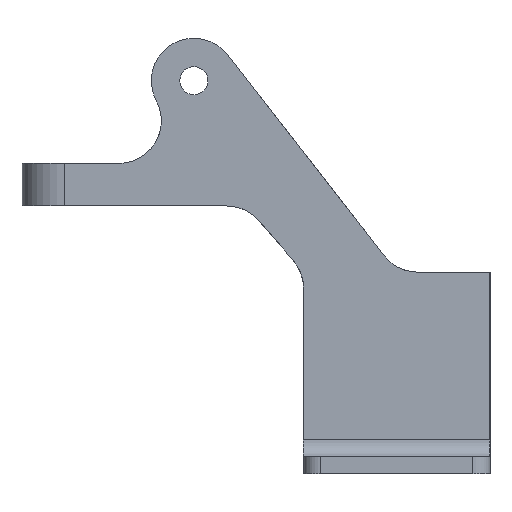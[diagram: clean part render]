
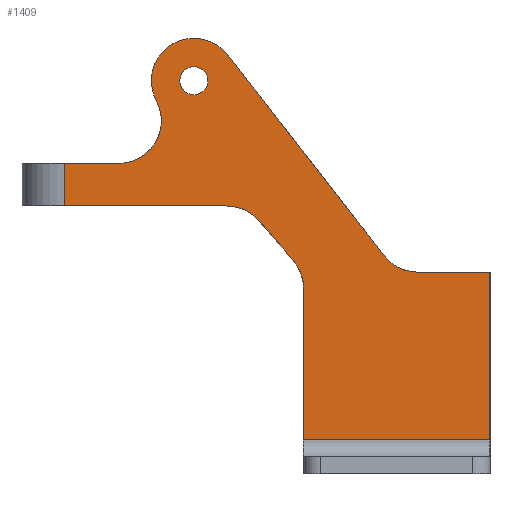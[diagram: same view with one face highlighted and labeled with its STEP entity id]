
A CAD part, front view. The second image highlights one B-rep face of the part: STEP entity #1409.
In plain terms, the highlighted planar face has unit normal (0, -1, 0).
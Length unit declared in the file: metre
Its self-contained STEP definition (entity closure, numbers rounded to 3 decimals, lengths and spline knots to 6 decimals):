
#82=CIRCLE('',#1517,0.005);
#83=CIRCLE('',#1518,0.005);
#84=CIRCLE('',#1519,0.005);
#85=CIRCLE('',#1520,0.005);
#86=CIRCLE('',#1521,0.005);
#87=CIRCLE('',#1522,0.00165);
#203=ORIENTED_EDGE('',*,*,#615,.F.);
#204=ORIENTED_EDGE('',*,*,#616,.T.);
#205=ORIENTED_EDGE('',*,*,#617,.F.);
#206=ORIENTED_EDGE('',*,*,#618,.T.);
#207=ORIENTED_EDGE('',*,*,#562,.T.);
#208=ORIENTED_EDGE('',*,*,#619,.T.);
#209=ORIENTED_EDGE('',*,*,#620,.T.);
#210=ORIENTED_EDGE('',*,*,#621,.T.);
#211=ORIENTED_EDGE('',*,*,#622,.F.);
#212=ORIENTED_EDGE('',*,*,#594,.F.);
#213=ORIENTED_EDGE('',*,*,#623,.T.);
#214=ORIENTED_EDGE('',*,*,#624,.F.);
#215=ORIENTED_EDGE('',*,*,#625,.F.);
#216=ORIENTED_EDGE('',*,*,#626,.T.);
#217=ORIENTED_EDGE('',*,*,#627,.T.);
#562=EDGE_CURVE('',#770,#771,#916,.T.);
#594=EDGE_CURVE('',#800,#801,#936,.T.);
#615=EDGE_CURVE('',#819,#820,#949,.T.);
#616=EDGE_CURVE('',#819,#821,#950,.F.);
#617=EDGE_CURVE('',#822,#821,#951,.T.);
#618=EDGE_CURVE('',#822,#770,#82,.T.);
#619=EDGE_CURVE('',#771,#823,#83,.T.);
#620=EDGE_CURVE('',#823,#824,#952,.T.);
#621=EDGE_CURVE('',#824,#825,#953,.F.);
#622=EDGE_CURVE('',#801,#825,#954,.T.);
#623=EDGE_CURVE('',#800,#826,#84,.T.);
#624=EDGE_CURVE('',#827,#826,#955,.T.);
#625=EDGE_CURVE('',#828,#827,#85,.T.);
#626=EDGE_CURVE('',#828,#820,#86,.T.);
#627=EDGE_CURVE('',#829,#829,#87,.T.);
#770=VERTEX_POINT('',#2071);
#771=VERTEX_POINT('',#2072);
#800=VERTEX_POINT('',#2138);
#801=VERTEX_POINT('',#2140);
#819=VERTEX_POINT('',#2181);
#820=VERTEX_POINT('',#2182);
#821=VERTEX_POINT('',#2184);
#822=VERTEX_POINT('',#2186);
#823=VERTEX_POINT('',#2189);
#824=VERTEX_POINT('',#2191);
#825=VERTEX_POINT('',#2193);
#826=VERTEX_POINT('',#2196);
#827=VERTEX_POINT('',#2198);
#828=VERTEX_POINT('',#2200);
#829=VERTEX_POINT('',#2203);
#916=LINE('',#2070,#1036);
#936=LINE('',#2139,#1056);
#949=LINE('',#2180,#1069);
#950=LINE('',#2183,#1070);
#951=LINE('',#2185,#1071);
#952=LINE('',#2190,#1072);
#953=LINE('',#2192,#1073);
#954=LINE('',#2194,#1074);
#955=LINE('',#2197,#1075);
#1036=VECTOR('',#1647,1.);
#1056=VECTOR('',#1703,1.);
#1069=VECTOR('',#1736,1.);
#1070=VECTOR('',#1737,1.);
#1071=VECTOR('',#1738,1.);
#1072=VECTOR('',#1743,1.);
#1073=VECTOR('',#1744,1.);
#1074=VECTOR('',#1745,1.);
#1075=VECTOR('',#1748,1.);
#1166=EDGE_LOOP('',(#203,#204,#205,#206,#207,#208,#209,#210,#211,#212,#213,
#214,#215,#216));
#1167=EDGE_LOOP('',(#217));
#1274=FACE_BOUND('',#1166,.T.);
#1275=FACE_BOUND('',#1167,.T.);
#1377=PLANE('',#1516);
#1409=ADVANCED_FACE('',(#1274,#1275),#1377,.F.);
#1516=AXIS2_PLACEMENT_3D('',#2179,#1734,#1735);
#1517=AXIS2_PLACEMENT_3D('',#2187,#1739,#1740);
#1518=AXIS2_PLACEMENT_3D('',#2188,#1741,#1742);
#1519=AXIS2_PLACEMENT_3D('',#2195,#1746,#1747);
#1520=AXIS2_PLACEMENT_3D('',#2199,#1749,#1750);
#1521=AXIS2_PLACEMENT_3D('',#2201,#1751,#1752);
#1522=AXIS2_PLACEMENT_3D('',#2202,#1753,#1754);
#1647=DIRECTION('',(0.655,0.,-0.756));
#1703=DIRECTION('',(1.,0.,0.));
#1734=DIRECTION('',(0.,1.,0.));
#1735=DIRECTION('',(0.,0.,1.));
#1736=DIRECTION('',(1.,0.,0.));
#1737=DIRECTION('',(0.,0.,1.));
#1738=DIRECTION('',(-1.,0.,0.));
#1739=DIRECTION('',(0.,1.,0.));
#1740=DIRECTION('',(0.,0.,1.));
#1741=DIRECTION('',(0.,1.,0.));
#1742=DIRECTION('',(0.,0.,1.));
#1743=DIRECTION('',(0.,0.,-1.));
#1744=DIRECTION('',(-1.,0.,0.));
#1745=DIRECTION('',(0.,0.,-1.));
#1746=DIRECTION('',(0.,1.,0.));
#1747=DIRECTION('',(0.,0.,1.));
#1748=DIRECTION('',(0.614,0.,-0.789));
#1749=DIRECTION('',(0.,1.,0.));
#1750=DIRECTION('',(0.,0.,1.));
#1751=DIRECTION('',(0.,1.,0.));
#1752=DIRECTION('',(0.,0.,1.));
#1753=DIRECTION('',(0.,1.,0.));
#1754=DIRECTION('',(0.,0.,1.));
#2070=CARTESIAN_POINT('',(-0.053599,-0.01441,0.052813));
#2071=CARTESIAN_POINT('',(-0.050521,-0.01441,0.049261));
#2072=CARTESIAN_POINT('',(-0.046489,-0.01441,0.04461));
#2138=CARTESIAN_POINT('',(-0.031849,-0.01441,0.0432));
#2139=CARTESIAN_POINT('',(-0.034305,-0.01441,0.0432));
#2140=CARTESIAN_POINT('',(-0.023342,-0.01441,0.0432));
#2179=CARTESIAN_POINT('',(-0.034305,-0.01441,0.0432));
#2180=CARTESIAN_POINT('',(-0.061303,-0.01441,0.055986));
#2181=CARTESIAN_POINT('',(-0.073356,-0.01441,0.055986));
#2182=CARTESIAN_POINT('',(-0.066972,-0.01441,0.055986));
#2183=CARTESIAN_POINT('',(-0.073356,-0.01441,0.0432));
#2184=CARTESIAN_POINT('',(-0.073356,-0.01441,0.050986));
#2185=CARTESIAN_POINT('',(-0.059356,-0.01441,0.050986));
#2186=CARTESIAN_POINT('',(-0.054299,-0.01441,0.050986));
#2187=CARTESIAN_POINT('',(-0.054299,-0.01441,0.045986));
#2188=CARTESIAN_POINT('',(-0.050267,-0.01441,0.041335));
#2189=CARTESIAN_POINT('',(-0.045267,-0.01441,0.041335));
#2190=CARTESIAN_POINT('',(-0.045267,-0.01441,0.0432));
#2191=CARTESIAN_POINT('',(-0.045267,-0.01441,0.0235));
#2192=CARTESIAN_POINT('',(-0.023342,-0.01441,0.0235));
#2193=CARTESIAN_POINT('',(-0.023342,-0.01441,0.0235));
#2194=CARTESIAN_POINT('',(-0.023342,-0.01441,0.0432));
#2195=CARTESIAN_POINT('',(-0.031849,-0.01441,0.0482));
#2196=CARTESIAN_POINT('',(-0.035794,-0.01441,0.045128));
#2197=CARTESIAN_POINT('',(-0.04425,-0.01441,0.055986));
#2198=CARTESIAN_POINT('',(-0.054208,-0.01441,0.068772));
#2199=CARTESIAN_POINT('',(-0.058152,-0.01441,0.0657));
#2200=CARTESIAN_POINT('',(-0.062562,-0.01441,0.063343));
#2201=CARTESIAN_POINT('',(-0.066972,-0.01441,0.060986));
#2202=CARTESIAN_POINT('',(-0.058152,-0.01441,0.0657));
#2203=CARTESIAN_POINT('',(-0.058152,-0.01441,0.06735));
